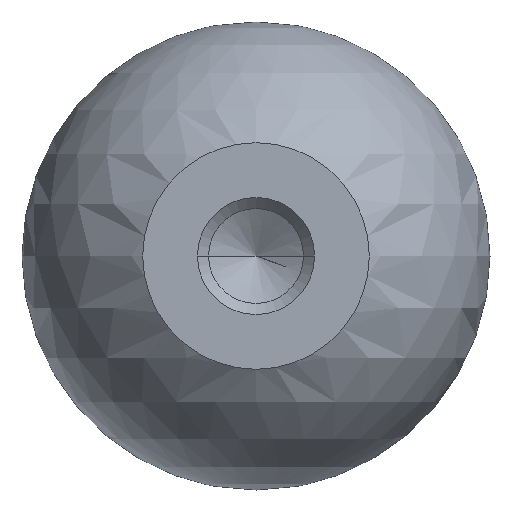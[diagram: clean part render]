
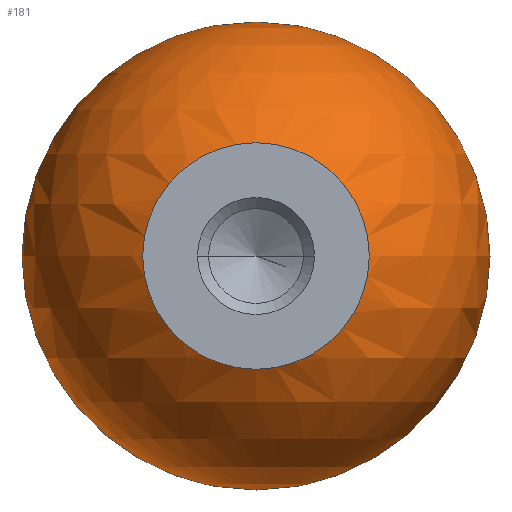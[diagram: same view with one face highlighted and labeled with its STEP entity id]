
A CAD part, front view. The second image highlights one B-rep face of the part: STEP entity #181.
In plain terms, the highlighted spherical face has radius 8 mm.
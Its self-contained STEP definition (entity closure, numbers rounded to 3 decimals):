
#93=EDGE_CURVE('',#103,#105,#242,.T.);
#95=EDGE_CURVE('',#141,#121,#244,.T.);
#103=VERTEX_POINT('',#253);
#105=VERTEX_POINT('',#255);
#121=VERTEX_POINT('',#274);
#141=VERTEX_POINT('',#299);
#149=EDGE_CURVE('',#105,#103,#307,.T.);
#161=EDGE_CURVE('',#121,#141,#320,.T.);
#181=ADVANCED_FACE('',(#343,#344),#345,.T.);
#242=CIRCLE('',#400,3.873);
#244=CIRCLE('',#403,8.0);
#253=CARTESIAN_POINT('',(0.,0.0,3.873));
#255=CARTESIAN_POINT('',(0.0,0.0,-3.873));
#274=CARTESIAN_POINT('',(0.0,7.0,8.0));
#299=CARTESIAN_POINT('',(0.,7.0,-8.0));
#307=CIRCLE('',#478,3.873);
#320=CIRCLE('',#499,8.0);
#343=FACE_BOUND('',#528,.T.);
#344=FACE_BOUND('',#529,.T.);
#345=SPHERICAL_SURFACE('',#530,8.0);
#400=AXIS2_PLACEMENT_3D('',#594,#595,#596);
#403=AXIS2_PLACEMENT_3D('',#597,#598,#599);
#478=AXIS2_PLACEMENT_3D('',#682,#683,#684);
#499=AXIS2_PLACEMENT_3D('',#699,#700,#701);
#528=EDGE_LOOP('',(#738,#739));
#529=EDGE_LOOP('',(#740,#741));
#530=AXIS2_PLACEMENT_3D('',#742,#743,#744);
#594=CARTESIAN_POINT('',(0.0,0.0,0.0));
#595=DIRECTION('',(0.0,1.0,0.0));
#596=DIRECTION('',(0.0,0.0,-1.0));
#597=CARTESIAN_POINT('',(0.0,7.0,0.0));
#598=DIRECTION('',(0.,-1.0,0.0));
#599=DIRECTION('',(0.0,0.0,1.0));
#682=CARTESIAN_POINT('',(0.0,0.0,0.0));
#683=DIRECTION('',(0.0,1.0,0.0));
#684=DIRECTION('',(0.0,0.0,-1.0));
#699=CARTESIAN_POINT('',(0.0,7.0,0.0));
#700=DIRECTION('',(0.,-1.0,0.0));
#701=DIRECTION('',(0.0,0.0,1.0));
#738=ORIENTED_EDGE('',*,*,#95,.T.);
#739=ORIENTED_EDGE('',*,*,#161,.T.);
#740=ORIENTED_EDGE('',*,*,#93,.T.);
#741=ORIENTED_EDGE('',*,*,#149,.T.);
#742=CARTESIAN_POINT('',(0.0,7.0,0.0));
#743=DIRECTION('',(0.0,0.0,1.0));
#744=DIRECTION('',(1.0,0.0,0.0));
